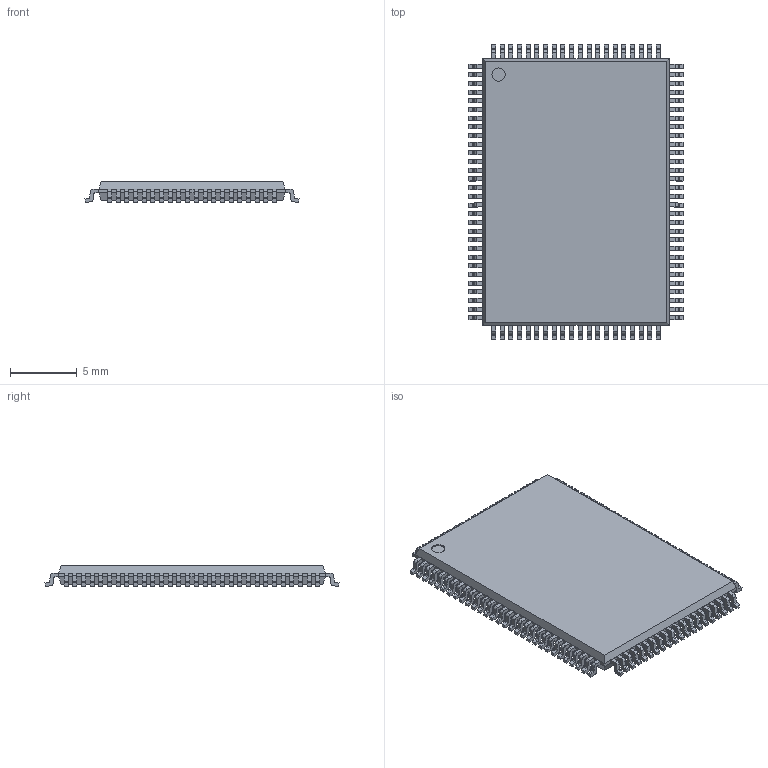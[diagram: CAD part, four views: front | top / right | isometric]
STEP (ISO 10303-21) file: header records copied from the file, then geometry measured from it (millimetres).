
FILE_DESCRIPTION(/* description */ (''),/* implementation_level */ '2;1');
FILE_NAME(/* name */ 'QFP65P1600X2200X160-100N.stp',/* time_stamp */ '2017-01-16T15:33:52+01:00',/* author */ ('jchouvet'),/* organization */ (''),/* preprocessor_version */ 'ST-DEVELOPER v16.1',/* originating_system */ 'AutoCAD Mechanical',/* authorisation */ '');
FILE_SCHEMA (('AUTOMOTIVE_DESIGN { 1 0 10303 214 3 1 1 }'));
Length unit declared in the file: millimetre
Products named in the file (1): Product
Bounding box: 16.05 x 22.05 x 1.55 mm (x, y, z)
Volume: 397.2 mm3; surface area: 1947 mm2
Topology: 103 solids, 103 shells, 1420 faces, 3639 edges, 2426 vertices
Faces by surface type: plane 1019, cylinder 401
Full cylindrical faces by diameter (mm): 1 x1
Entity records: 42837 total; most frequent: CARTESIAN_POINT 7485, DIRECTION 7282, ORIENTED_EDGE 7276, EDGE_CURVE 3638, LINE 2836, VECTOR 2836, VERTEX_POINT 2426, AXIS2_PLACEMENT_3D 2223
